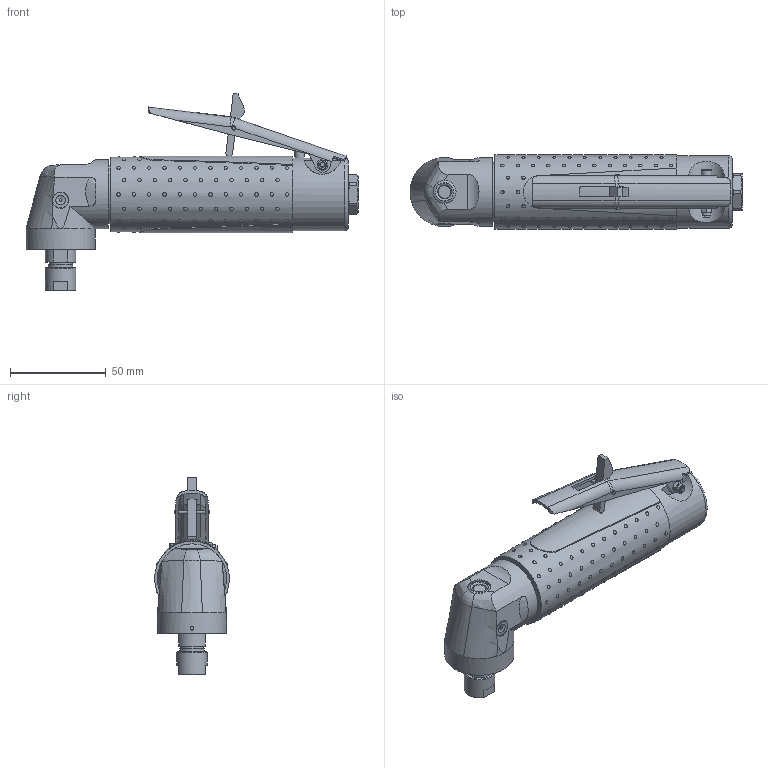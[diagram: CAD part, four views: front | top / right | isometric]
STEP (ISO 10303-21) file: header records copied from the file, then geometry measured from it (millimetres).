
FILE_DESCRIPTION((''),'2;1');
FILE_NAME('GW 216 H_29935625_2.stp','2010-10-14T13:16:26',('basyouni'),(''),'Autodesk Inventor 2008','Autodesk Inventor 2008','');
FILE_SCHEMA(('AUTOMOTIVE_DESIGN { 1 0 10303 214 1 1 1 1 }'));
Length unit declared in the file: millimetre
Products named in the file (1): GW 216 H_29935625_2
Bounding box: 173.2 x 39.58 x 103.03 mm (x, y, z)
Volume: 204888.8 mm3; surface area: 32477 mm2
Topology: 1 solids, 1 shells, 421 faces, 1097 edges, 809 vertices
Faces by surface type: plane 134, sphere 130, cylinder 99, cone 37, bspline 17, torus 4
Full cylindrical faces by diameter (mm): 2 x1, 2.2 x3, 3 x3, 4 x9, 4.6 x1, 5 x1, 5.5 x1, 6 x1, 7 x1, 8 x1, 8.5 x1, 9 x1, 12 x2, 13 x1, 16 x1, 30.4 x1, 36 x2, 38 x1, 39 x1
Entity records: 21678 total; most frequent: CARTESIAN_POINT 11844, ORIENTED_EDGE 1934, DIRECTION 1662, EDGE_CURVE 967, VERTEX_POINT 744, AXIS2_PLACEMENT_3D 687, EDGE_LOOP 633, FACE_OUTER_BOUND 421
